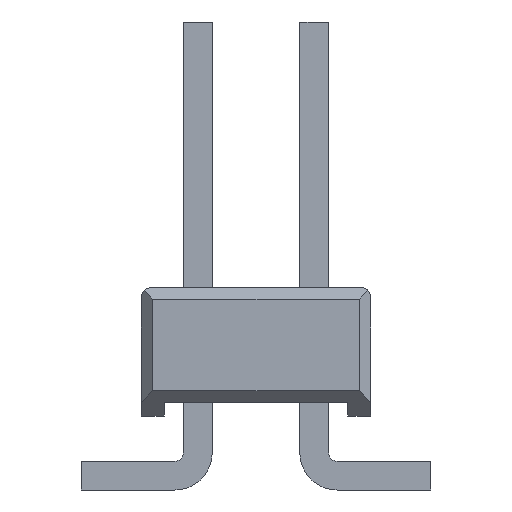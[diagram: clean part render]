
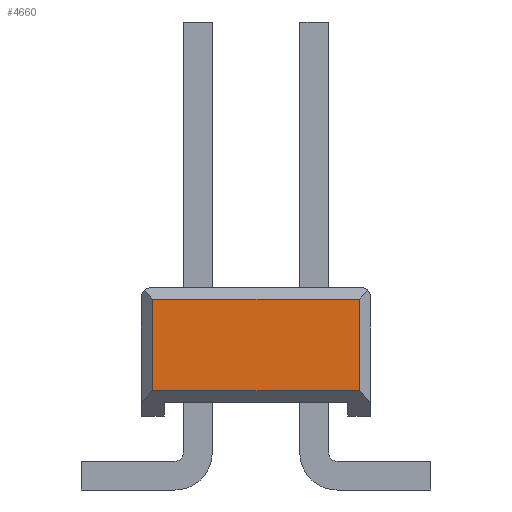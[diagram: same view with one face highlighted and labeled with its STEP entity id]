
A CAD part, left-side view. The second image highlights one B-rep face of the part: STEP entity #4660.
In plain terms, the highlighted planar face has unit normal (-1, 0, 0).
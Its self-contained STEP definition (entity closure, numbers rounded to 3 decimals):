
#4621=CARTESIAN_POINT('',(-6.35,-2.475,2.065));
#4622=DIRECTION('',(1.0,0.0,0.0));
#4623=DIRECTION('',(0.0,0.0,-1.0));
#4624=AXIS2_PLACEMENT_3D('',#4621,#4622,#4623);
#4625=PLANE('',#4624);
#4626=CARTESIAN_POINT('',(-6.35,-2.25,2.165));
#4627=VERTEX_POINT('',#4626);
#4628=CARTESIAN_POINT('',(-6.35,2.25,2.165));
#4629=VERTEX_POINT('',#4628);
#4630=CARTESIAN_POINT('',(-6.35,-2.25,2.165));
#4631=DIRECTION('',(0.0,1.0,0.0));
#4632=VECTOR('',#4631,4.5);
#4633=LINE('',#4630,#4632);
#4634=EDGE_CURVE('',#4627,#4629,#4633,.T.);
#4635=ORIENTED_EDGE('',*,*,#4634,.F.);
#4636=CARTESIAN_POINT('',(-6.35,-2.25,4.165));
#4637=VERTEX_POINT('',#4636);
#4638=CARTESIAN_POINT('',(-6.35,-2.25,2.165));
#4639=DIRECTION('',(0.0,0.0,1.0));
#4640=VECTOR('',#4639,2.0);
#4641=LINE('',#4638,#4640);
#4642=EDGE_CURVE('',#4627,#4637,#4641,.T.);
#4643=ORIENTED_EDGE('',*,*,#4642,.T.);
#4644=CARTESIAN_POINT('',(-6.35,2.25,4.165));
#4645=VERTEX_POINT('',#4644);
#4646=CARTESIAN_POINT('',(-6.35,-2.25,4.165));
#4647=DIRECTION('',(0.0,1.0,0.0));
#4648=VECTOR('',#4647,4.5);
#4649=LINE('',#4646,#4648);
#4650=EDGE_CURVE('',#4637,#4645,#4649,.T.);
#4651=ORIENTED_EDGE('',*,*,#4650,.T.);
#4652=CARTESIAN_POINT('',(-6.35,2.25,2.165));
#4653=DIRECTION('',(0.0,0.0,1.0));
#4654=VECTOR('',#4653,2.0);
#4655=LINE('',#4652,#4654);
#4656=EDGE_CURVE('',#4629,#4645,#4655,.T.);
#4657=ORIENTED_EDGE('',*,*,#4656,.F.);
#4658=EDGE_LOOP('',(#4635,#4643,#4651,#4657));
#4659=FACE_OUTER_BOUND('',#4658,.T.);
#4660=ADVANCED_FACE('',(#4659),#4625,.F.);
